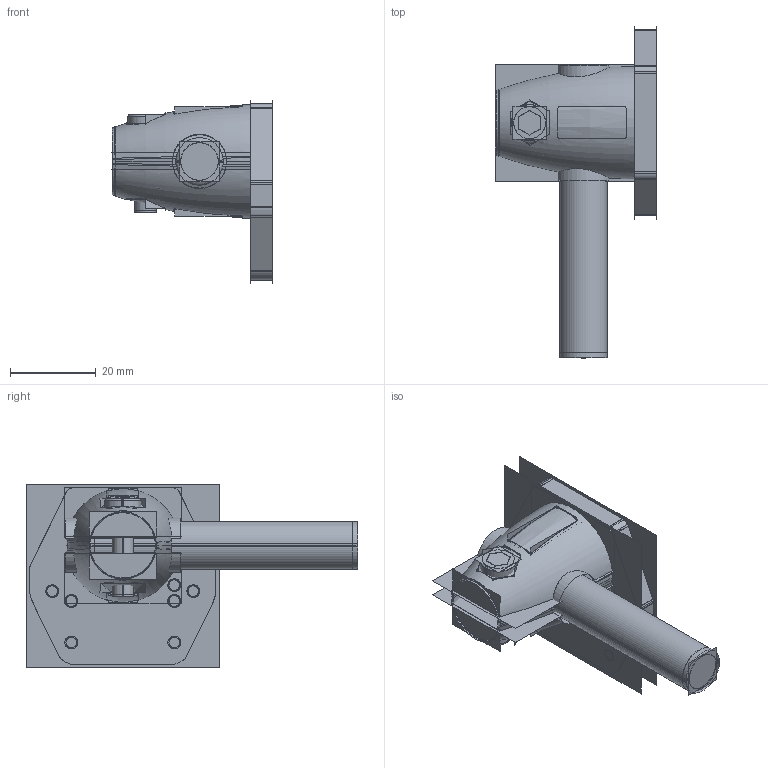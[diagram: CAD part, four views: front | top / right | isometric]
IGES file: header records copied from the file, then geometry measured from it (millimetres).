
Start section:  PTC IGES file: 179645.igs
Global section: file name: 179645.igs; native system: Creo Parametric by Parametric Technology Corporation; preprocessor: 2016010; author: pdmadmin; organization: Unknown; date: 20160429.102216; units: millimetre
Bounding box: 37.89 x 77.62 x 42.95 mm (x, y, z)
Volume: 21127.4 mm3; surface area: 84296.2 mm2
Topology: 6 solids, 15 shells, 366 faces, 2002 edges, 2616 vertices
Faces by surface type: revolution 196, bspline 170
